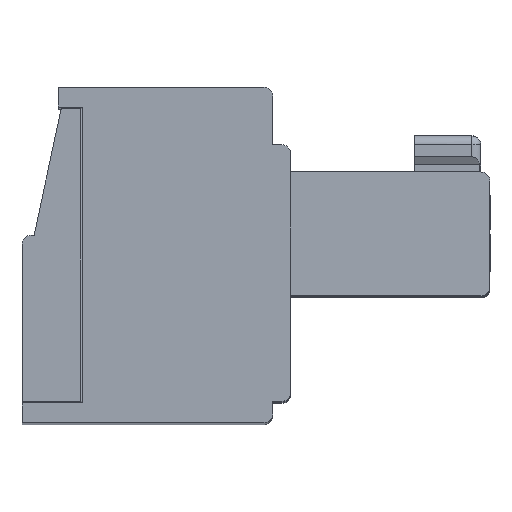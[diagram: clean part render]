
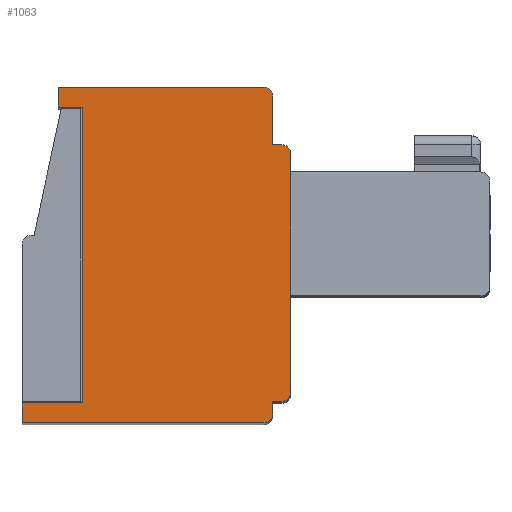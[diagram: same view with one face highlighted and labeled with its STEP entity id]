
A CAD part, top view. The second image highlights one B-rep face of the part: STEP entity #1063.
In plain terms, the highlighted planar face has unit normal (0, 0, 1).
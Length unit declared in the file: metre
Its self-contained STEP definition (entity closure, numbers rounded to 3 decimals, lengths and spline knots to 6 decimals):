
#1063=ADVANCED_FACE('',(#2953),#2954,.F.);
#2953=FACE_OUTER_BOUND('',#5782,.T.);
#2954=PLANE('',#5783);
#5782=EDGE_LOOP('',(#8982,#8983,#8984,#8985,#8986,#8987,#8988,#8989,#8990,#8991,#8992,#8993,#8994,#8995,#8996,#8997));
#5783=AXIS2_PLACEMENT_3D('',#8998,#8999,#9000);
#8982=ORIENTED_EDGE('',*,*,#16883,.T.);
#8983=ORIENTED_EDGE('',*,*,#16884,.T.);
#8984=ORIENTED_EDGE('',*,*,#16885,.T.);
#8985=ORIENTED_EDGE('',*,*,#16880,.T.);
#8986=ORIENTED_EDGE('',*,*,#16886,.T.);
#8987=ORIENTED_EDGE('',*,*,#16887,.F.);
#8988=ORIENTED_EDGE('',*,*,#16888,.T.);
#8989=ORIENTED_EDGE('',*,*,#16889,.T.);
#8990=ORIENTED_EDGE('',*,*,#16890,.T.);
#8991=ORIENTED_EDGE('',*,*,#16891,.T.);
#8992=ORIENTED_EDGE('',*,*,#16892,.T.);
#8993=ORIENTED_EDGE('',*,*,#16893,.T.);
#8994=ORIENTED_EDGE('',*,*,#16894,.T.);
#8995=ORIENTED_EDGE('',*,*,#16895,.F.);
#8996=ORIENTED_EDGE('',*,*,#16896,.T.);
#8997=ORIENTED_EDGE('',*,*,#16897,.T.);
#8998=CARTESIAN_POINT('',(0.013673,0.00851,0.030633));
#8999=DIRECTION('',(0.,0.,-1.0));
#9000=DIRECTION('',(0.0,-1.0,0.));
#16880=EDGE_CURVE('',#20270,#20268,#20271,.T.);
#16883=EDGE_CURVE('',#20274,#20275,#20276,.T.);
#16884=EDGE_CURVE('',#20275,#20277,#20278,.T.);
#16885=EDGE_CURVE('',#20277,#20270,#20279,.T.);
#16886=EDGE_CURVE('',#20268,#20280,#20281,.T.);
#16887=EDGE_CURVE('',#20282,#20280,#20283,.T.);
#16888=EDGE_CURVE('',#20282,#20284,#20285,.T.);
#16889=EDGE_CURVE('',#20284,#20286,#20287,.T.);
#16890=EDGE_CURVE('',#20286,#20288,#20289,.T.);
#16891=EDGE_CURVE('',#20288,#20290,#20291,.T.);
#16892=EDGE_CURVE('',#20290,#20292,#20293,.T.);
#16893=EDGE_CURVE('',#20292,#20294,#20295,.T.);
#16894=EDGE_CURVE('',#20294,#20296,#20297,.T.);
#16895=EDGE_CURVE('',#20298,#20296,#20299,.T.);
#16896=EDGE_CURVE('',#20298,#20300,#20301,.T.);
#16897=EDGE_CURVE('',#20300,#20274,#20302,.T.);
#20268=VERTEX_POINT('',#25275);
#20270=VERTEX_POINT('',#25278);
#20271=LINE('',#25279,#25280);
#20274=VERTEX_POINT('',#25284);
#20275=VERTEX_POINT('',#25285);
#20276=LINE('',#25286,#25287);
#20277=VERTEX_POINT('',#25288);
#20278=CIRCLE('',#25289,0.0003);
#20279=LINE('',#25290,#25291);
#20280=VERTEX_POINT('',#25292);
#20281=CIRCLE('',#25293,0.0003);
#20282=VERTEX_POINT('',#25294);
#20283=LINE('',#25295,#25296);
#20284=VERTEX_POINT('',#25297);
#20285=CIRCLE('',#25298,0.0003);
#20286=VERTEX_POINT('',#25299);
#20287=LINE('',#25300,#25301);
#20288=VERTEX_POINT('',#25302);
#20289=LINE('',#25303,#25304);
#20290=VERTEX_POINT('',#25305);
#20291=CIRCLE('',#25306,0.0003);
#20292=VERTEX_POINT('',#25307);
#20293=LINE('',#25308,#25309);
#20294=VERTEX_POINT('',#25310);
#20295=LINE('',#25311,#25312);
#20296=VERTEX_POINT('',#25313);
#20297=LINE('',#25314,#25315);
#20298=VERTEX_POINT('',#25316);
#20299=LINE('',#25317,#25318);
#20300=VERTEX_POINT('',#25319);
#20301=LINE('',#25320,#25321);
#20302=LINE('',#25322,#25323);
#25275=CARTESIAN_POINT('',(0.007073,0.00121,0.030633));
#25278=CARTESIAN_POINT('',(0.006773,0.00121,0.030633));
#25279=CARTESIAN_POINT('',(0.013673,0.00121,0.030633));
#25280=VECTOR('',#31756,1.0);
#25284=CARTESIAN_POINT('',(-0.001527,0.00051,0.030633));
#25285=CARTESIAN_POINT('',(0.006473,0.00051,0.030633));
#25286=CARTESIAN_POINT('',(0.013673,0.00051,0.030633));
#25287=VECTOR('',#31758,1.0);
#25288=CARTESIAN_POINT('',(0.006773,0.00081,0.030633));
#25289=AXIS2_PLACEMENT_3D('',#31759,#31760,#31761);
#25290=CARTESIAN_POINT('',(0.006773,0.00851,0.030633));
#25291=VECTOR('',#31762,1.0);
#25292=CARTESIAN_POINT('',(0.007373,0.00151,0.030633));
#25293=AXIS2_PLACEMENT_3D('',#31763,#31764,#31765);
#25294=CARTESIAN_POINT('',(0.007373,0.00941,0.030633));
#25295=CARTESIAN_POINT('',(0.007373,0.00941,0.030633));
#25296=VECTOR('',#31766,1.0);
#25297=CARTESIAN_POINT('',(0.007073,0.00971,0.030633));
#25298=AXIS2_PLACEMENT_3D('',#31767,#31768,#31769);
#25299=CARTESIAN_POINT('',(0.006773,0.00971,0.030633));
#25300=CARTESIAN_POINT('',(0.006773,0.00971,0.030633));
#25301=VECTOR('',#31770,1.0);
#25302=CARTESIAN_POINT('',(0.006773,0.01131,0.030633));
#25303=CARTESIAN_POINT('',(0.006773,0.00851,0.030633));
#25304=VECTOR('',#31771,1.0);
#25305=CARTESIAN_POINT('',(0.006473,0.01161,0.030633));
#25306=AXIS2_PLACEMENT_3D('',#31772,#31773,#31774);
#25307=CARTESIAN_POINT('',(-0.000327,0.01161,0.030633));
#25308=CARTESIAN_POINT('',(0.013673,0.01161,0.030633));
#25309=VECTOR('',#31775,1.0);
#25310=CARTESIAN_POINT('',(-0.000327,0.01096,0.030633));
#25311=CARTESIAN_POINT('',(-0.000327,0.00851,0.030633));
#25312=VECTOR('',#31776,1.0);
#25313=CARTESIAN_POINT('',(0.000473,0.01096,0.030633));
#25314=CARTESIAN_POINT('',(0.013673,0.01096,0.030633));
#25315=VECTOR('',#31777,1.0);
#25316=CARTESIAN_POINT('',(0.000473,0.00116,0.030633));
#25317=CARTESIAN_POINT('',(0.000473,0.00116,0.030633));
#25318=VECTOR('',#31778,1.0);
#25319=CARTESIAN_POINT('',(-0.001527,0.00116,0.030633));
#25320=CARTESIAN_POINT('',(0.013673,0.00116,0.030633));
#25321=VECTOR('',#31779,1.0);
#25322=CARTESIAN_POINT('',(-0.001527,0.00851,0.030633));
#25323=VECTOR('',#31780,1.0);
#31756=DIRECTION('',(1.0,0.,0.));
#31758=DIRECTION('',(1.0,0.,0.));
#31759=CARTESIAN_POINT('',(0.006473,0.00081,0.030633));
#31760=DIRECTION('',(0.,0.,1.0));
#31761=DIRECTION('',(-1.0,0.,0.));
#31762=DIRECTION('',(0.,1.0,0.));
#31763=CARTESIAN_POINT('',(0.007073,0.00151,0.030633));
#31764=DIRECTION('',(0.,0.,1.0));
#31765=DIRECTION('',(-1.0,0.,0.));
#31766=DIRECTION('',(0.,-1.0,0.0));
#31767=CARTESIAN_POINT('',(0.007073,0.00941,0.030633));
#31768=DIRECTION('',(0.,0.,1.0));
#31769=DIRECTION('',(-1.0,0.0,0.));
#31770=DIRECTION('',(-1.0,0.,0.));
#31771=DIRECTION('',(0.,1.0,0.));
#31772=CARTESIAN_POINT('',(0.006473,0.01131,0.030633));
#31773=DIRECTION('',(0.,0.,1.0));
#31774=DIRECTION('',(-1.0,0.,0.));
#31775=DIRECTION('',(-1.0,0.,0.));
#31776=DIRECTION('',(0.,-1.0,0.));
#31777=DIRECTION('',(1.0,0.,0.));
#31778=DIRECTION('',(0.,1.0,0.0));
#31779=DIRECTION('',(-1.0,0.,0.));
#31780=DIRECTION('',(0.,-1.0,0.));
